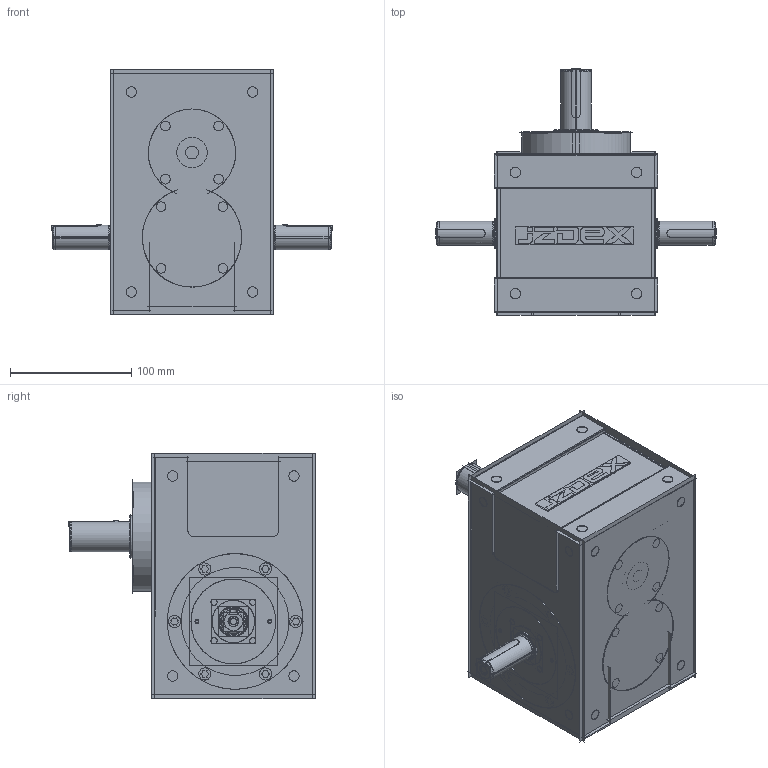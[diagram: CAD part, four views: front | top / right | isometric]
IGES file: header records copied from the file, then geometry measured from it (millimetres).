
Start section:  PTC IGES file: jz-70ds.igs
Global section: file name: jz-70ds.igs; native system: Creo Parametric by PTC Inc.; preprocessor: 2019010; author: DELL; organization: Unknown; date: 20240321.155446; units: millimetre
Bounding box: 231.6 x 203.4 x 202.8 mm (x, y, z)
Surface area: 1188883.4 mm2 (no closed solid volume)
Topology: 0 solids, 0 shells, 1496 faces, 25451 edges, 33671 vertices
Faces by surface type: revolution 880, bspline 616
